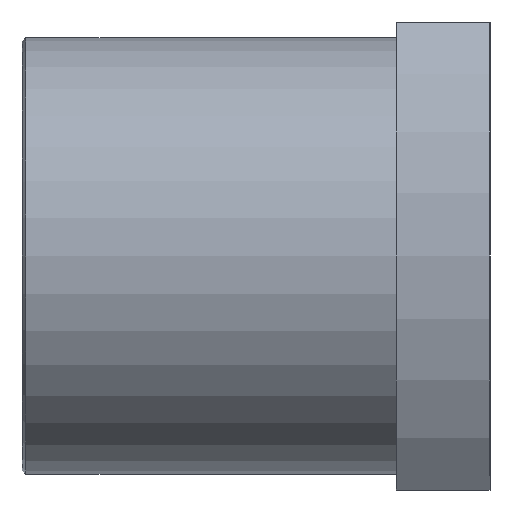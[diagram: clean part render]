
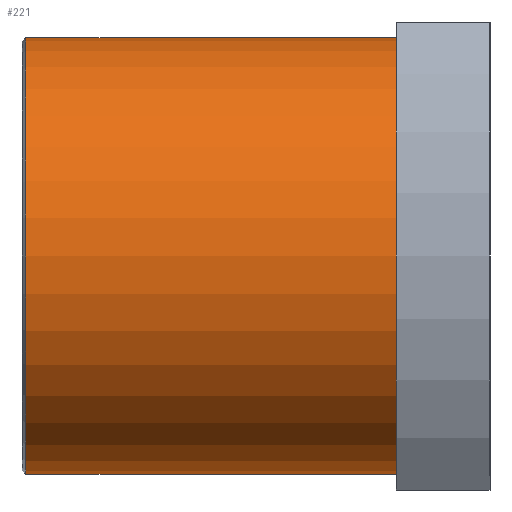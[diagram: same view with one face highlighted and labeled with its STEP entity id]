
A CAD part, front view. The second image highlights one B-rep face of the part: STEP entity #221.
In plain terms, the highlighted cylindrical face has radius 14 mm (diameter 28 mm), a partial arc.
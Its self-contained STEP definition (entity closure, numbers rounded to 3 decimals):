
#68 = EDGE_CURVE ( 'NONE', #750, #401, #503, .T. ) ;
#69 = CARTESIAN_POINT ( 'NONE',  ( 7.958, 0., 14. ) ) ;
#93 = DIRECTION ( 'NONE',  ( 0., 0., 1. ) ) ;
#140 = VECTOR ( 'NONE', #430, 1000. ) ;
#165 = CIRCLE ( 'NONE', #380, 14. ) ;
#203 = CYLINDRICAL_SURFACE ( 'NONE', #712, 14. ) ;
#221 = ADVANCED_FACE ( 'NONE', ( #495 ), #203, .T. ) ;
#242 = DIRECTION ( 'NONE',  ( 0., 0., -1. ) ) ;
#247 = CARTESIAN_POINT ( 'NONE',  ( -105.275, 0., 14. ) ) ;
#261 = DIRECTION ( 'NONE',  ( 0., 0., 1. ) ) ;
#268 = EDGE_CURVE ( 'NONE', #589, #401, #386, .T. ) ;
#277 = ORIENTED_EDGE ( 'NONE', *, *, #268, .T. ) ;
#299 = EDGE_LOOP ( 'NONE', ( #530, #704, #474, #277 ) ) ;
#303 = CARTESIAN_POINT ( 'NONE',  ( -105.275, 0., 0. ) ) ;
#350 = LINE ( 'NONE', #247, #140 ) ;
#372 = CARTESIAN_POINT ( 'NONE',  ( 7.958, 0., 0. ) ) ;
#380 = AXIS2_PLACEMENT_3D ( 'NONE', #372, #753, #93 ) ;
#386 = CIRCLE ( 'NONE', #597, 14. ) ;
#401 = VERTEX_POINT ( 'NONE', #623 ) ;
#403 = CARTESIAN_POINT ( 'NONE',  ( -15.792, 0., 14. ) ) ;
#430 = DIRECTION ( 'NONE',  ( -1., 0., 0. ) ) ;
#445 = DIRECTION ( 'NONE',  ( 1., 0., 0. ) ) ;
#450 = CARTESIAN_POINT ( 'NONE',  ( -105.275, 0., -14. ) ) ;
#474 = ORIENTED_EDGE ( 'NONE', *, *, #708, .T. ) ;
#495 = FACE_OUTER_BOUND ( 'NONE', #299, .T. ) ;
#503 = LINE ( 'NONE', #450, #580 ) ;
#527 = VERTEX_POINT ( 'NONE', #69 ) ;
#530 = ORIENTED_EDGE ( 'NONE', *, *, #68, .F. ) ;
#564 = DIRECTION ( 'NONE',  ( -1., 0., 0. ) ) ;
#580 = VECTOR ( 'NONE', #755, 1000. ) ;
#589 = VERTEX_POINT ( 'NONE', #403 ) ;
#597 = AXIS2_PLACEMENT_3D ( 'NONE', #613, #445, #242 ) ;
#610 = CARTESIAN_POINT ( 'NONE',  ( 7.958, 0., -14. ) ) ;
#613 = CARTESIAN_POINT ( 'NONE',  ( -15.792, 0., 0. ) ) ;
#623 = CARTESIAN_POINT ( 'NONE',  ( -15.792, 0., -14. ) ) ;
#704 = ORIENTED_EDGE ( 'NONE', *, *, #768, .T. ) ;
#708 = EDGE_CURVE ( 'NONE', #527, #589, #350, .T. ) ;
#712 = AXIS2_PLACEMENT_3D ( 'NONE', #303, #564, #261 ) ;
#750 = VERTEX_POINT ( 'NONE', #610 ) ;
#753 = DIRECTION ( 'NONE',  ( -1., 0., 0. ) ) ;
#755 = DIRECTION ( 'NONE',  ( -1., 0., 0. ) ) ;
#768 = EDGE_CURVE ( 'NONE', #750, #527, #165, .T. ) ;
